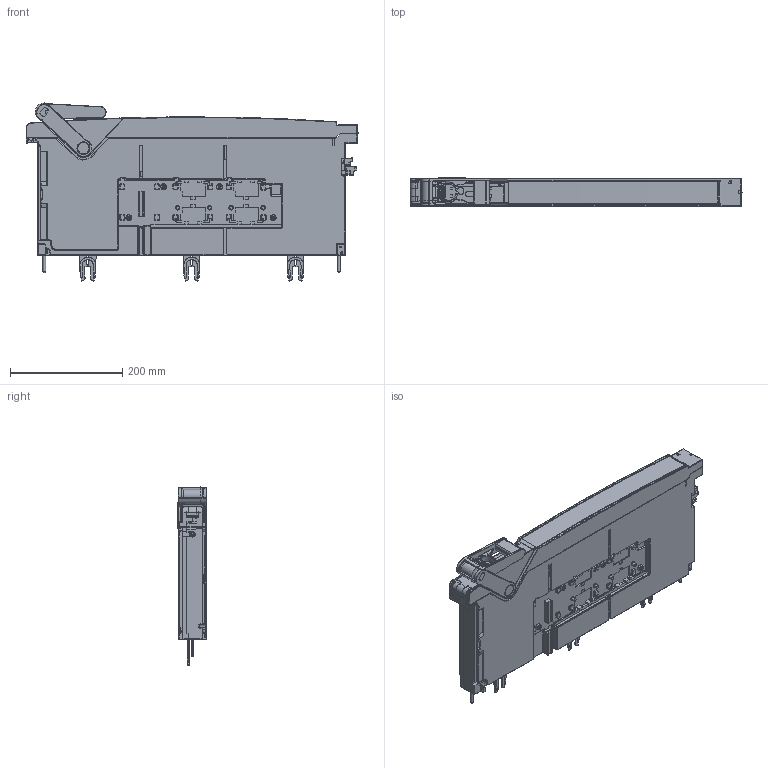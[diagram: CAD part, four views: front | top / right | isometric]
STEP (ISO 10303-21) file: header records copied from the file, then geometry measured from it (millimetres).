
FILE_DESCRIPTION((''),'2;1');
FILE_NAME('XRG00-185-10-3P','2023-01-11T11:20:11',('sarey'),(''),'CREO PARAMETRIC BY PTC INC, 2017260','CREO PARAMETRIC BY PTC INC, 2017260','');
FILE_SCHEMA(('AUTOMOTIVE_DESIGN { 1 0 10303 214 1 1 1 1 }'));
Products named in the file (1): XRG00-185-10-3P
Bounding box: 591.48 x 51.13 x 317.15 mm (x, y, z)
Surface area: 618685.1 mm2 (no closed solid volume)
Topology: 0 solids, 828 shells, 4546 faces, 19151 edges, 15100 vertices
Faces by surface type: plane 1901, cylinder 1578, bspline 350, torus 292, cone 207, sphere 169, extrusion 47, revolution 2
Entity records: 287934 total; most frequent: CARTESIAN_POINT 92786, ORIENTED_EDGE 26629, DIRECTION 26121, EDGE_CURVE 18935, VERTEX_POINT 15082, PRESENTATION_STYLE_ASSIGNMENT 13637, STYLED_ITEM 13607, VECTOR 11395
